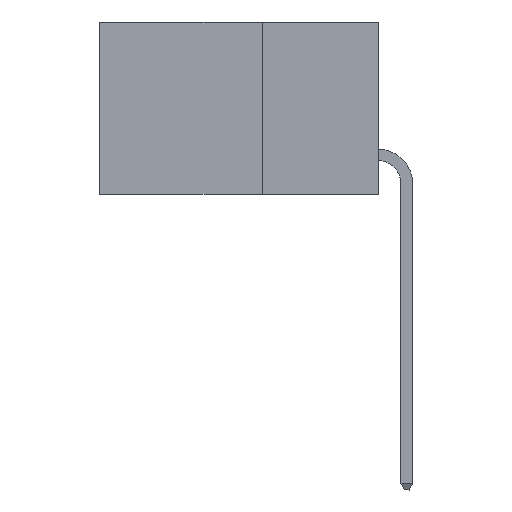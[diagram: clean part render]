
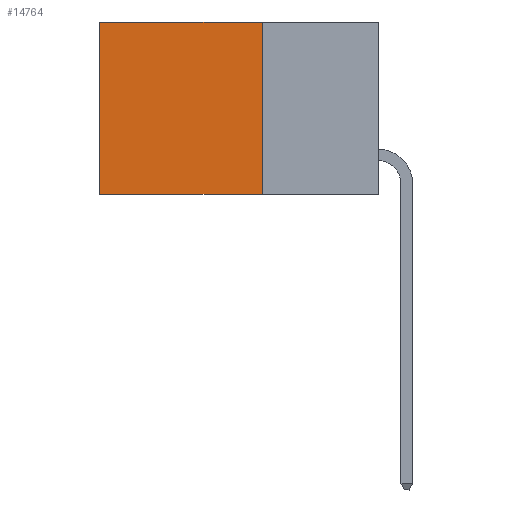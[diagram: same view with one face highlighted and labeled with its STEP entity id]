
A CAD part, left-side view. The second image highlights one B-rep face of the part: STEP entity #14764.
In plain terms, the highlighted planar face has unit normal (-1, 0, 0).
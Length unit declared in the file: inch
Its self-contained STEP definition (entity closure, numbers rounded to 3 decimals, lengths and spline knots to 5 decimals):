
#1516 = VECTOR ( 'NONE', #13880, 39.37008 ) ;
#1619 = FACE_OUTER_BOUND ( 'NONE', #12108, .T. ) ;
#2682 = CARTESIAN_POINT ( 'NONE',  ( 0.298, 0.6, 0. ) ) ;
#3791 = PLANE ( 'NONE',  #22642 ) ;
#4454 = LINE ( 'NONE', #8177, #1516 ) ;
#4529 = EDGE_CURVE ( 'NONE', #13629, #18896, #5372, .T. ) ;
#4622 = VERTEX_POINT ( 'NONE', #7074 ) ;
#5372 = LINE ( 'NONE', #14220, #11589 ) ;
#5389 = CARTESIAN_POINT ( 'NONE',  ( 0.298, 0.25, 0. ) ) ;
#5478 = DIRECTION ( 'NONE',  ( 0., 0., -1. ) ) ;
#6306 = CARTESIAN_POINT ( 'NONE',  ( 0.298, 0.25, 0. ) ) ;
#7074 = CARTESIAN_POINT ( 'NONE',  ( 0.298, 0.6, 0. ) ) ;
#7102 = VERTEX_POINT ( 'NONE', #16088 ) ;
#8177 = CARTESIAN_POINT ( 'NONE',  ( 0.298, 0.25, -0.37 ) ) ;
#8442 = LINE ( 'NONE', #2682, #12880 ) ;
#9364 = EDGE_CURVE ( 'NONE', #4622, #7102, #8442, .T. ) ;
#9449 = ORIENTED_EDGE ( 'NONE', *, *, #23240, .F. ) ;
#11589 = VECTOR ( 'NONE', #13980, 39.37008 ) ;
#12108 = EDGE_LOOP ( 'NONE', ( #16371, #9449, #24389, #12220 ) ) ;
#12220 = ORIENTED_EDGE ( 'NONE', *, *, #20709, .T. ) ;
#12880 = VECTOR ( 'NONE', #13867, 39.37008 ) ;
#13629 = VERTEX_POINT ( 'NONE', #6306 ) ;
#13867 = DIRECTION ( 'NONE',  ( 0., 0., -1. ) ) ;
#13880 = DIRECTION ( 'NONE',  ( 0., 1., 0. ) ) ;
#13980 = DIRECTION ( 'NONE',  ( 0., 0., -1. ) ) ;
#14220 = CARTESIAN_POINT ( 'NONE',  ( 0.298, 0.25, 0. ) ) ;
#14764 = ADVANCED_FACE ( 'NONE', ( #1619 ), #3791, .F. ) ;
#16088 = CARTESIAN_POINT ( 'NONE',  ( 0.298, 0.6, -0.37 ) ) ;
#16125 = VECTOR ( 'NONE', #18039, 39.37008 ) ;
#16371 = ORIENTED_EDGE ( 'NONE', *, *, #9364, .T. ) ;
#16838 = DIRECTION ( 'NONE',  ( 1., 0., 0. ) ) ;
#18039 = DIRECTION ( 'NONE',  ( 0., 1., 0. ) ) ;
#18896 = VERTEX_POINT ( 'NONE', #21641 ) ;
#20709 = EDGE_CURVE ( 'NONE', #13629, #4622, #24472, .T. ) ;
#21641 = CARTESIAN_POINT ( 'NONE',  ( 0.298, 0.25, -0.37 ) ) ;
#22642 = AXIS2_PLACEMENT_3D ( 'NONE', #5389, #16838, #5478 ) ;
#23240 = EDGE_CURVE ( 'NONE', #18896, #7102, #4454, .T. ) ;
#23590 = CARTESIAN_POINT ( 'NONE',  ( 0.298, 0.25, 0. ) ) ;
#24389 = ORIENTED_EDGE ( 'NONE', *, *, #4529, .F. ) ;
#24472 = LINE ( 'NONE', #23590, #16125 ) ;
